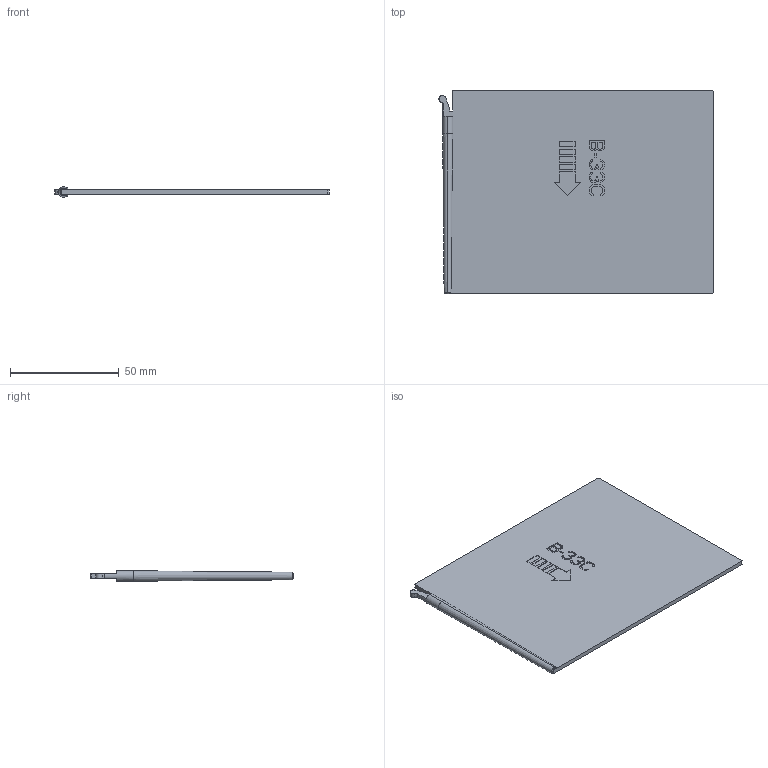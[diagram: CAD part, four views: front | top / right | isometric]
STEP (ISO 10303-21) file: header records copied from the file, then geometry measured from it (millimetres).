
FILE_DESCRIPTION (( 'STEP AP203' ), '1' );
FILE_NAME ('GCBX3-PBR-STD.step', '2021-09-02T13:02:14', ( '' ), ( '' ), 'SwSTEP 2.0', 'SolidWorks 2021', '' );
FILE_SCHEMA (( 'CONFIG_CONTROL_DESIGN' ));
Length unit declared in the file: inch
Products named in the file (1): GCBX3-PBR-STD
Bounding box: 126.1 x 93.5 x 4.8 mm (x, y, z)
Volume: 23523 mm3; surface area: 24328.3 mm2
Topology: 1 solids, 1 shells, 492 faces, 1394 edges, 928 vertices
Faces by surface type: plane 475, cylinder 10, cone 6, bspline 1
Entity records: 15791 total; most frequent: CARTESIAN_POINT 2914, ORIENTED_EDGE 2788, DIRECTION 2397, EDGE_CURVE 1394, VECTOR 1359, LINE 1359, VERTEX_POINT 928, AXIS2_PLACEMENT_3D 519
